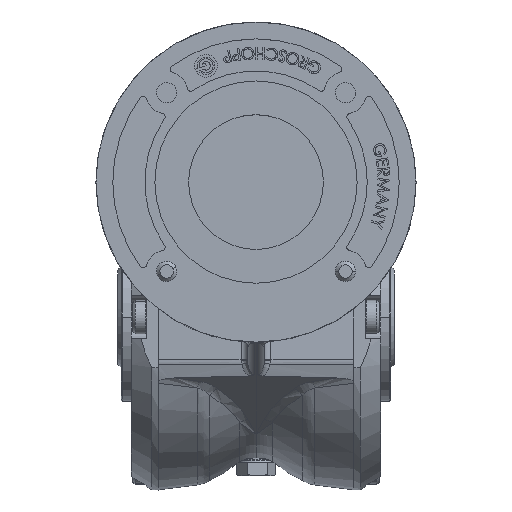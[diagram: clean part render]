
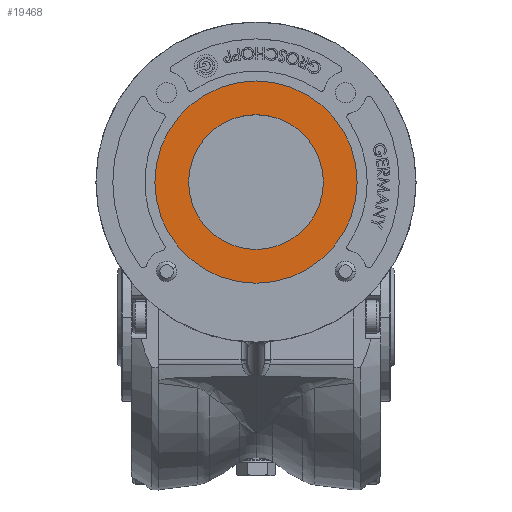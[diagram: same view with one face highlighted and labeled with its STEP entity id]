
A CAD part, top view. The second image highlights one B-rep face of the part: STEP entity #19468.
In plain terms, the highlighted planar face has unit normal (0, 0, 1).
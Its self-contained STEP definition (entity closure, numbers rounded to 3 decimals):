
#215 = CIRCLE ( 'NONE', #8940, 20. ) ;
#740 = CARTESIAN_POINT ( 'NONE',  ( 30., 40., 64.1 ) ) ;
#2212 = EDGE_CURVE ( 'Defeature ausgef�hrt1_757+Defeature ausgef�hrt1_758+Defeature ausgef�hrt1_758+Defeature ausgef�hrt1_758', #30618, #24662, #215, .T. ) ;
#2300 = EDGE_LOOP ( 'NONE', ( #32312, #24054 ) ) ;
#3339 = CARTESIAN_POINT ( 'NONE',  ( 0., 40., 64.1 ) ) ;
#3558 = DIRECTION ( 'NONE',  ( 1., 0., 0. ) ) ;
#3876 = ORIENTED_EDGE ( 'NONE', *, *, #24841, .T. ) ;
#4738 = ORIENTED_EDGE ( 'NONE', *, *, #12321, .T. ) ;
#7248 = DIRECTION ( 'NONE',  ( 1., 0., 0. ) ) ;
#7317 = CARTESIAN_POINT ( 'NONE',  ( 20., 40., 64.1 ) ) ;
#7447 = CARTESIAN_POINT ( 'NONE',  ( 0., 40., 64.1 ) ) ;
#7722 = CARTESIAN_POINT ( 'NONE',  ( -30., 40., 64.1 ) ) ;
#8006 = DIRECTION ( 'NONE',  ( 0., 0., 1. ) ) ;
#8429 = CIRCLE ( 'NONE', #10082, 30. ) ;
#8940 = AXIS2_PLACEMENT_3D ( 'NONE', #7447, #10182, #10069 ) ;
#10069 = DIRECTION ( 'NONE',  ( 1., 0., 0. ) ) ;
#10082 = AXIS2_PLACEMENT_3D ( 'NONE', #26673, #10760, #29346 ) ;
#10182 = DIRECTION ( 'NONE',  ( 0., 0., 1. ) ) ;
#10273 = EDGE_CURVE ( 'Defeature ausgef�hrt1_757+Defeature ausgef�hrt1_758+Defeature ausgef�hrt1_758+Defeature ausgef�hrt1_758', #24662, #30618, #17755, .T. ) ;
#10760 = DIRECTION ( 'NONE',  ( 0., 0., 1. ) ) ;
#11024 = AXIS2_PLACEMENT_3D ( 'NONE', #3339, #8006, #7248 ) ;
#11420 = DIRECTION ( 'NONE',  ( 1., 0., 0. ) ) ;
#12321 = EDGE_CURVE ( 'Defeature ausgef�hrt1_758+Defeature ausgef�hrt1_759+Defeature ausgef�hrt1_759+Defeature ausgef�hrt1_759', #25193, #13966, #22190, .T. ) ;
#13307 = CARTESIAN_POINT ( 'NONE',  ( 0., 40., 64.1 ) ) ;
#13966 = VERTEX_POINT ( 'NONE', #7722 ) ;
#14438 = CARTESIAN_POINT ( 'NONE',  ( -20., 40., 64.1 ) ) ;
#17755 = CIRCLE ( 'NONE', #21914, 20. ) ;
#19468 = ADVANCED_FACE ( 'Defeature ausgef�hrt1_758', ( #32864, #26984 ), #21979, .T. ) ;
#21914 = AXIS2_PLACEMENT_3D ( 'NONE', #13307, #26209, #11420 ) ;
#21979 = PLANE ( 'NONE',  #33174 ) ;
#22190 = CIRCLE ( 'NONE', #11024, 30. ) ;
#24054 = ORIENTED_EDGE ( 'NONE', *, *, #2212, .F. ) ;
#24662 = VERTEX_POINT ( 'NONE', #7317 ) ;
#24841 = EDGE_CURVE ( 'Defeature ausgef�hrt1_758+Defeature ausgef�hrt1_759+Defeature ausgef�hrt1_759+Defeature ausgef�hrt1_759', #13966, #25193, #8429, .T. ) ;
#25193 = VERTEX_POINT ( 'NONE', #740 ) ;
#25446 = DIRECTION ( 'NONE',  ( 0., 0., 1. ) ) ;
#26077 = CARTESIAN_POINT ( 'NONE',  ( 0., 40., 64.1 ) ) ;
#26209 = DIRECTION ( 'NONE',  ( 0., 0., 1. ) ) ;
#26673 = CARTESIAN_POINT ( 'NONE',  ( 0., 40., 64.1 ) ) ;
#26984 = FACE_OUTER_BOUND ( 'NONE', #32772, .T. ) ;
#29346 = DIRECTION ( 'NONE',  ( 1., 0., 0. ) ) ;
#30618 = VERTEX_POINT ( 'NONE', #14438 ) ;
#32312 = ORIENTED_EDGE ( 'NONE', *, *, #10273, .F. ) ;
#32772 = EDGE_LOOP ( 'NONE', ( #4738, #3876 ) ) ;
#32864 = FACE_BOUND ( 'NONE', #2300, .T. ) ;
#33174 = AXIS2_PLACEMENT_3D ( 'NONE', #26077, #25446, #3558 ) ;
